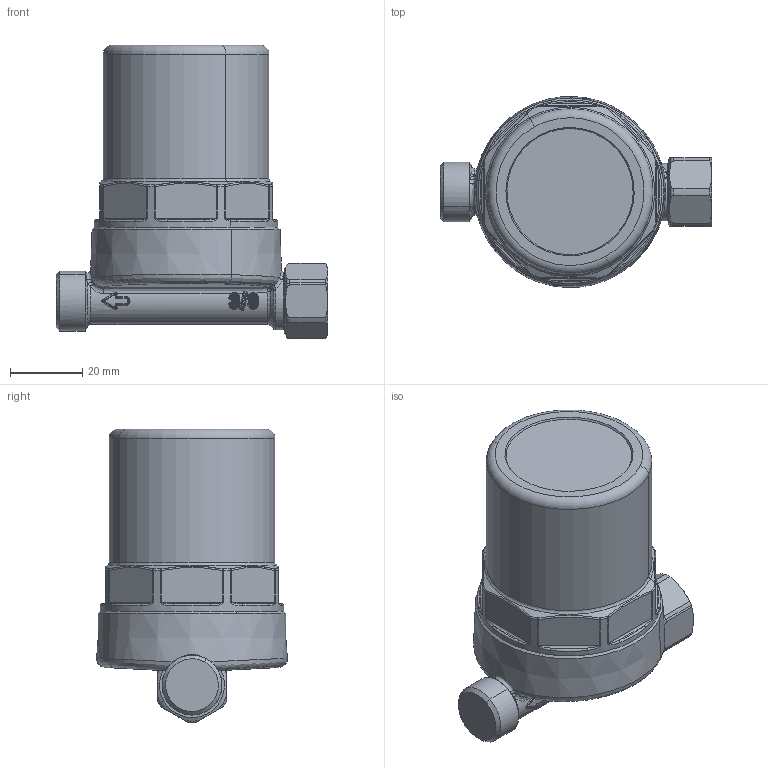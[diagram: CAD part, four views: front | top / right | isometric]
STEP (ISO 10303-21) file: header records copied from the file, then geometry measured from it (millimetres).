
FILE_DESCRIPTION(('CATIA V5 STEP Exchange'),'2;1');
FILE_NAME('525131 (STP).stp','2016-02-04T13:44:07+00:00',('none'),('none'),'Version 5-6 Release 2012','CATIA V5 STEP AP203','none');
FILE_SCHEMA(('CONFIG_CONTROL_DESIGN'));
Length unit declared in the file: millimetre
Products named in the file (1): 525131 - TST
Bounding box: 75.3 x 52.94 x 81.5 mm (x, y, z)
Volume: 132412.6 mm3; surface area: 17707.1 mm2
Topology: 2 solids, 2 shells, 568 faces, 1312 edges, 726 vertices
Faces by surface type: bspline 332, cylinder 89, plane 41, torus 38, sphere 34, cone 34
Entity records: 37314 total; most frequent: CARTESIAN_POINT 27912, ORIENTED_EDGE 2556, EDGE_CURVE 1278, B_SPLINE_CURVE_WITH_KNOTS 893, VERTEX_POINT 726, DIRECTION 725, EDGE_LOOP 582, ADVANCED_FACE 568
